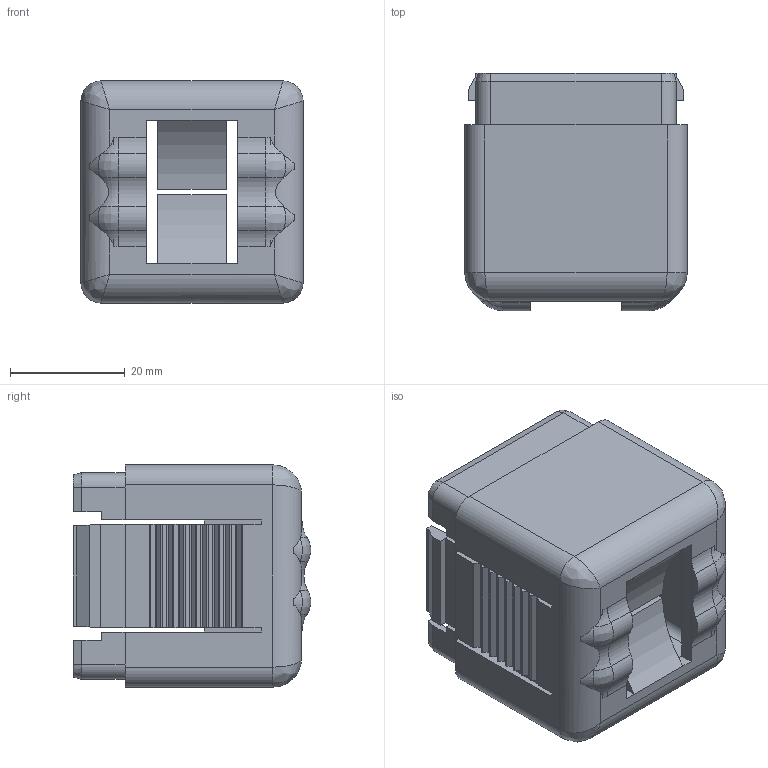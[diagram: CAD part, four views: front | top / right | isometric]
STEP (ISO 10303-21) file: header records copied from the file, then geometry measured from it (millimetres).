
FILE_DESCRIPTION((''),'2;1');
FILE_NAME('3405_0023_316','2020-01-31T',('presta_be4'),(''),'CREO PARAMETRIC BY PTC INC, 2018360','CREO PARAMETRIC BY PTC INC, 2018360','');
FILE_SCHEMA(('CONFIG_CONTROL_DESIGN'));
Length unit declared in the file: millimetre
Products named in the file (1): 3405_0023_316
Bounding box: 38.8 x 41.48 x 38.8 mm (x, y, z)
Volume: 16390.1 mm3; surface area: 14263 mm2
Topology: 1 solids, 1 shells, 232 faces, 640 edges, 410 vertices
Faces by surface type: plane 132, cylinder 78, bspline 12, torus 6, cone 4
Entity records: 7952 total; most frequent: CARTESIAN_POINT 2012, ORIENTED_EDGE 1280, DIRECTION 1186, EDGE_CURVE 640, VECTOR 450, LINE 450, VERTEX_POINT 410, AXIS2_PLACEMENT_3D 368
